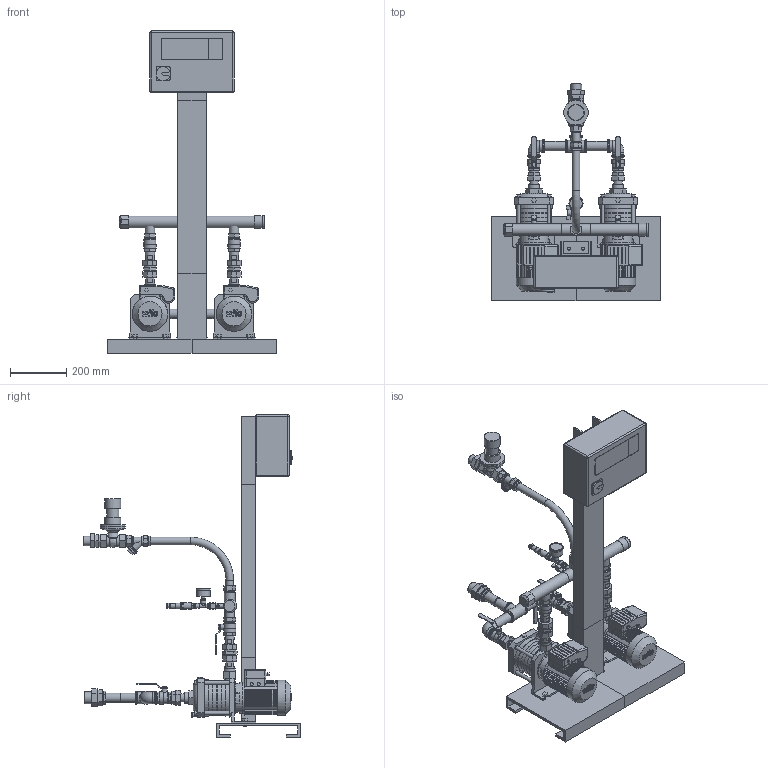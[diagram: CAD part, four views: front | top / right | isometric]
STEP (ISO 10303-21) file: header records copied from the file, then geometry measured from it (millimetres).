
FILE_DESCRIPTION(/* description */ (''),/* implementation_level */ '2;1');
FILE_NAME(/* name */ '3d_WEH-2-304-M_CE-4157260.stp',/* time_stamp */ '2020-11-04T13:31:11+01:00',/* author */ ('Andrzej'),/* organization */ (''),/* preprocessor_version */ 'ST-DEVELOPER v16.13',/* originating_system */ 'AutoCAD Mechanical',/* authorisation */ '');
FILE_SCHEMA (('AUTOMOTIVE_DESIGN { 1 0 10303 214 3 1 1 }'));
Products named in the file (1): Product
Bounding box: 600 x 774.35 x 1150 mm (x, y, z)
Volume: 25944356.6 mm3; surface area: 3017992.8 mm2
Topology: 93 solids, 93 shells, 2122 faces, 5130 edges, 3266 vertices
Faces by surface type: plane 1434, cylinder 490, bspline 69, sphere 52, torus 41, cone 36
Full cylindrical faces by diameter (mm): 10 x2, 11 x7, 11.1 x1, 11.8 x1, 12 x5, 13 x1, 13.454 x8, 13.5 x3, 14 x1, 15 x10, 15.7 x2, 17 x1, 18 x4, 18.8 x2, 19.2 x4, 20 x2, 21 x1, 22 x1, 22.8 x2, 24 x1, 26.9 x2, 27.3 x1, 29.7 x2, 32.4 x2, 33.7 x21, 34.8 x1, 36 x2, 38 x1, 39.4 x2, 39.7 x4
Entity records: 61424 total; most frequent: CARTESIAN_POINT 12876, DIRECTION 10010, ORIENTED_EDGE 9566, EDGE_CURVE 4783, AXIS2_PLACEMENT_3D 3355, LINE 3300, VECTOR 3300, VERTEX_POINT 3193
